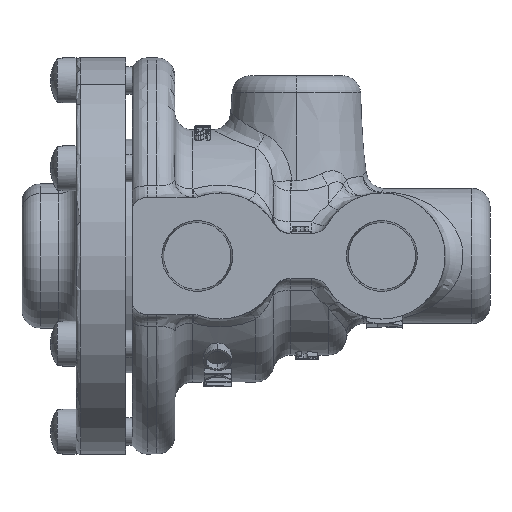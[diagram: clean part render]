
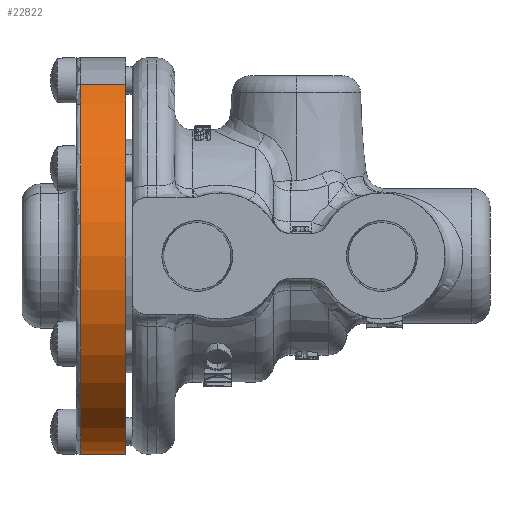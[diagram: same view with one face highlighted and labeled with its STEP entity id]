
A CAD part, left-side view. The second image highlights one B-rep face of the part: STEP entity #22822.
In plain terms, the highlighted cylindrical face has radius 34.925 mm (diameter 69.85 mm), a partial arc.
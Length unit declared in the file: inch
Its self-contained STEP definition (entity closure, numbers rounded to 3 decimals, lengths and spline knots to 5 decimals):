
#1283 = DIRECTION ( 'NONE',  ( -0.5, 0., 0.866 ) ) ;
#1450 = DIRECTION ( 'NONE',  ( 0., -1., 0. ) ) ;
#2230 = CARTESIAN_POINT ( 'NONE',  ( -0.6875, -0.1895, 1.19078 ) ) ;
#4368 = CARTESIAN_POINT ( 'NONE',  ( 0., 0.3415, 0. ) ) ;
#5424 = CARTESIAN_POINT ( 'NONE',  ( -0.6875, 0.0285, 1.19078 ) ) ;
#6159 = EDGE_CURVE ( 'NONE', #42247, #40102, #10793, .T. ) ;
#7771 = ORIENTED_EDGE ( 'NONE', *, *, #22411, .F. ) ;
#8602 = EDGE_CURVE ( 'NONE', #28178, #42247, #10643, .T. ) ;
#9069 = CARTESIAN_POINT ( 'NONE',  ( -0.6875, 0.3415, 1.19078 ) ) ;
#9722 = DIRECTION ( 'NONE',  ( 0., -1., 0. ) ) ;
#10643 = CIRCLE ( 'NONE', #18284, 1.375 ) ;
#10793 = LINE ( 'NONE', #42242, #45604 ) ;
#11142 = CYLINDRICAL_SURFACE ( 'NONE', #30453, 1.375 ) ;
#11955 = ORIENTED_EDGE ( 'NONE', *, *, #6159, .T. ) ;
#12658 = VECTOR ( 'NONE', #9722, 39.37008 ) ;
#12734 = EDGE_LOOP ( 'NONE', ( #16160, #30792, #11955, #7771 ) ) ;
#16160 = ORIENTED_EDGE ( 'NONE', *, *, #43822, .F. ) ;
#16332 = DIRECTION ( 'NONE',  ( -0.5, 0., 0.866 ) ) ;
#16746 = FACE_OUTER_BOUND ( 'NONE', #12734, .T. ) ;
#17323 = CIRCLE ( 'NONE', #44031, 1.375 ) ;
#18284 = AXIS2_PLACEMENT_3D ( 'NONE', #4368, #19094, #1283 ) ;
#19094 = DIRECTION ( 'NONE',  ( 0., -1., 0. ) ) ;
#19143 = VERTEX_POINT ( 'NONE', #5424 ) ;
#19623 = DIRECTION ( 'NONE',  ( 0., -1., 0. ) ) ;
#21496 = CARTESIAN_POINT ( 'NONE',  ( 0.6875, 0.0285, -1.19078 ) ) ;
#22411 = EDGE_CURVE ( 'NONE', #19143, #40102, #17323, .T. ) ;
#22822 = ADVANCED_FACE ( 'NONE', ( #16746 ), #11142, .T. ) ;
#26483 = CARTESIAN_POINT ( 'NONE',  ( 0.6875, 0.3415, -1.19078 ) ) ;
#28178 = VERTEX_POINT ( 'NONE', #9069 ) ;
#30381 = CARTESIAN_POINT ( 'NONE',  ( 0., -0.1895, 0. ) ) ;
#30453 = AXIS2_PLACEMENT_3D ( 'NONE', #30381, #1450, #40922 ) ;
#30763 = CARTESIAN_POINT ( 'NONE',  ( 0., 0.0285, 0. ) ) ;
#30792 = ORIENTED_EDGE ( 'NONE', *, *, #8602, .T. ) ;
#38798 = DIRECTION ( 'NONE',  ( 0., -1., 0. ) ) ;
#40102 = VERTEX_POINT ( 'NONE', #21496 ) ;
#40922 = DIRECTION ( 'NONE',  ( 0.5, 0., -0.866 ) ) ;
#42242 = CARTESIAN_POINT ( 'NONE',  ( 0.6875, -0.1895, -1.19078 ) ) ;
#42247 = VERTEX_POINT ( 'NONE', #26483 ) ;
#43822 = EDGE_CURVE ( 'NONE', #28178, #19143, #45815, .T. ) ;
#44031 = AXIS2_PLACEMENT_3D ( 'NONE', #30763, #19623, #16332 ) ;
#45604 = VECTOR ( 'NONE', #38798, 39.37008 ) ;
#45815 = LINE ( 'NONE', #2230, #12658 ) ;
